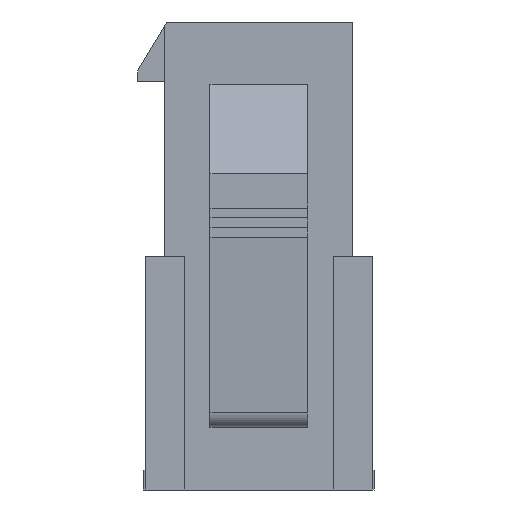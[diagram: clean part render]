
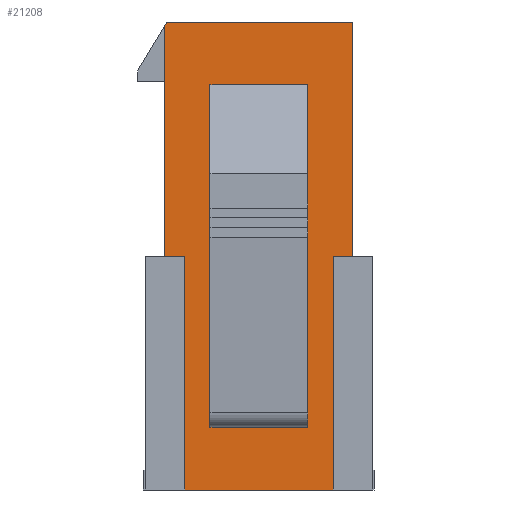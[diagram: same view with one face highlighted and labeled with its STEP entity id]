
A CAD part, left-side view. The second image highlights one B-rep face of the part: STEP entity #21208.
In plain terms, the highlighted planar face has unit normal (-1, 0, 0).
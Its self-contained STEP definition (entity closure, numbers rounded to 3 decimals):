
#1163=ORIENTED_EDGE('',*,*,#7438,.F.);
#1164=ORIENTED_EDGE('',*,*,#7439,.T.);
#1165=ORIENTED_EDGE('',*,*,#7440,.T.);
#1166=ORIENTED_EDGE('',*,*,#7441,.F.);
#1167=ORIENTED_EDGE('',*,*,#6480,.T.);
#1168=ORIENTED_EDGE('',*,*,#7442,.T.);
#1169=ORIENTED_EDGE('',*,*,#6491,.T.);
#1170=ORIENTED_EDGE('',*,*,#7443,.T.);
#1171=ORIENTED_EDGE('',*,*,#7444,.T.);
#1172=ORIENTED_EDGE('',*,*,#6564,.T.);
#1173=ORIENTED_EDGE('',*,*,#7445,.F.);
#1174=ORIENTED_EDGE('',*,*,#7446,.T.);
#1175=ORIENTED_EDGE('',*,*,#6339,.T.);
#6339=EDGE_CURVE('',#9483,#9482,#11536,.T.);
#6480=EDGE_CURVE('',#9482,#9620,#11677,.T.);
#6491=EDGE_CURVE('',#9630,#9629,#11688,.T.);
#6564=EDGE_CURVE('',#9701,#9700,#11761,.T.);
#7438=EDGE_CURVE('',#10571,#10572,#12635,.T.);
#7439=EDGE_CURVE('',#10571,#10573,#12636,.T.);
#7440=EDGE_CURVE('',#10573,#10574,#12637,.T.);
#7441=EDGE_CURVE('',#10572,#10574,#12638,.T.);
#7442=EDGE_CURVE('',#9620,#9630,#12639,.F.);
#7443=EDGE_CURVE('',#9629,#10575,#12640,.T.);
#7444=EDGE_CURVE('',#10575,#9701,#12641,.T.);
#7445=EDGE_CURVE('',#10576,#9700,#12642,.T.);
#7446=EDGE_CURVE('',#10576,#9483,#12643,.T.);
#9482=VERTEX_POINT('',#28719);
#9483=VERTEX_POINT('',#28721);
#9620=VERTEX_POINT('',#28999);
#9629=VERTEX_POINT('',#29022);
#9630=VERTEX_POINT('',#29024);
#9700=VERTEX_POINT('',#29171);
#9701=VERTEX_POINT('',#29173);
#10571=VERTEX_POINT('',#30976);
#10572=VERTEX_POINT('',#30977);
#10573=VERTEX_POINT('',#30979);
#10574=VERTEX_POINT('',#30981);
#10575=VERTEX_POINT('',#30985);
#10576=VERTEX_POINT('',#30988);
#11536=LINE('',#28720,#14663);
#11677=LINE('',#29000,#14804);
#11688=LINE('',#29023,#14815);
#11761=LINE('',#29172,#14888);
#12635=LINE('',#30975,#15762);
#12636=LINE('',#30978,#15763);
#12637=LINE('',#30980,#15764);
#12638=LINE('',#30982,#15765);
#12639=LINE('',#30983,#15766);
#12640=LINE('',#30984,#15767);
#12641=LINE('',#30986,#15768);
#12642=LINE('',#30987,#15769);
#12643=LINE('',#30989,#15770);
#14663=VECTOR('',#23367,1000.);
#14804=VECTOR('',#23510,1000.);
#14815=VECTOR('',#23527,1000.);
#14888=VECTOR('',#23610,1000.);
#15762=VECTOR('',#24602,1000.);
#15763=VECTOR('',#24603,1000.);
#15764=VECTOR('',#24604,1000.);
#15765=VECTOR('',#24605,1000.);
#15766=VECTOR('',#24606,1000.);
#15767=VECTOR('',#24607,1000.);
#15768=VECTOR('',#24608,1000.);
#15769=VECTOR('',#24609,1000.);
#15770=VECTOR('',#24610,1000.);
#17894=EDGE_LOOP('',(#1163,#1164,#1165,#1166));
#17895=EDGE_LOOP('',(#1167,#1168,#1169,#1170,#1171,#1172,#1173,#1174,#1175));
#19029=FACE_BOUND('',#17894,.T.);
#19030=FACE_BOUND('',#17895,.T.);
#20123=PLANE('',#22316);
#21208=ADVANCED_FACE('',(#19029,#19030),#20123,.T.);
#22316=AXIS2_PLACEMENT_3D('',#30974,#24600,#24601);
#23367=DIRECTION('',(0.,0.,1.));
#23510=DIRECTION('',(0.,1.,0.));
#23527=DIRECTION('',(0.,0.,-1.));
#23610=DIRECTION('',(0.,-1.,0.));
#24600=DIRECTION('',(-1.,0.,0.));
#24601=DIRECTION('',(0.,0.,1.));
#24602=DIRECTION('',(0.,0.,1.));
#24603=DIRECTION('',(0.,1.,0.));
#24604=DIRECTION('',(0.,0.,1.));
#24605=DIRECTION('',(0.,1.,0.));
#24606=DIRECTION('',(0.,-0.514,0.857));
#24607=DIRECTION('',(0.,-1.,0.));
#24608=DIRECTION('',(0.,0.,-1.));
#24609=DIRECTION('',(0.,0.,-1.));
#24610=DIRECTION('',(0.,-1.,0.));
#28719=CARTESIAN_POINT('',(-21.65,-4.8,11.95));
#28720=CARTESIAN_POINT('',(-21.65,-4.8,-11.95));
#28721=CARTESIAN_POINT('',(-21.65,-4.8,-0.05));
#28999=CARTESIAN_POINT('',(-21.65,4.7,11.95));
#29000=CARTESIAN_POINT('',(-21.65,-4.8,11.95));
#29022=CARTESIAN_POINT('',(-21.65,4.8,-0.05));
#29023=CARTESIAN_POINT('',(-21.65,4.8,11.95));
#29024=CARTESIAN_POINT('',(-21.65,4.8,11.783));
#29171=CARTESIAN_POINT('',(-21.65,-3.8,-11.95));
#29172=CARTESIAN_POINT('',(-21.65,4.8,-11.95));
#29173=CARTESIAN_POINT('',(-21.65,3.8,-11.95));
#30974=CARTESIAN_POINT('',(-21.65,0.,0.));
#30975=CARTESIAN_POINT('',(-21.65,-2.5,-8.75));
#30976=CARTESIAN_POINT('',(-21.65,-2.5,-8.75));
#30977=CARTESIAN_POINT('',(-21.65,-2.5,-7.35));
#30978=CARTESIAN_POINT('',(-21.65,-2.5,-8.75));
#30979=CARTESIAN_POINT('',(-21.65,2.5,-8.75));
#30980=CARTESIAN_POINT('',(-21.65,2.5,-8.75));
#30981=CARTESIAN_POINT('',(-21.65,2.5,-7.35));
#30982=CARTESIAN_POINT('',(-21.65,-2.5,-7.35));
#30983=CARTESIAN_POINT('',(-21.65,8.728,5.237));
#30984=CARTESIAN_POINT('',(-21.65,4.8,-0.05));
#30985=CARTESIAN_POINT('',(-21.65,3.8,-0.05));
#30986=CARTESIAN_POINT('',(-21.65,3.8,-0.05));
#30987=CARTESIAN_POINT('',(-21.65,-3.8,-0.05));
#30988=CARTESIAN_POINT('',(-21.65,-3.8,-0.05));
#30989=CARTESIAN_POINT('',(-21.65,-3.8,-0.05));
